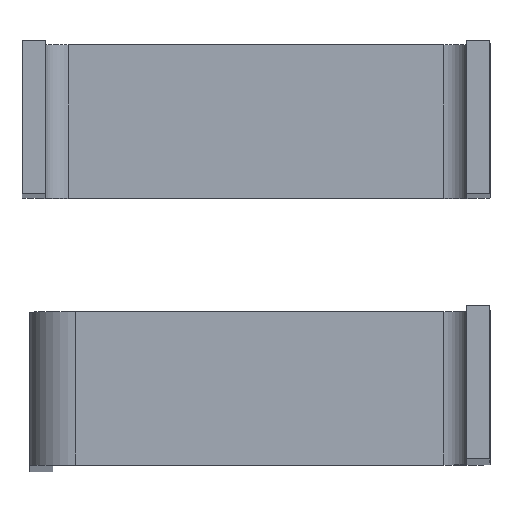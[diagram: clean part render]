
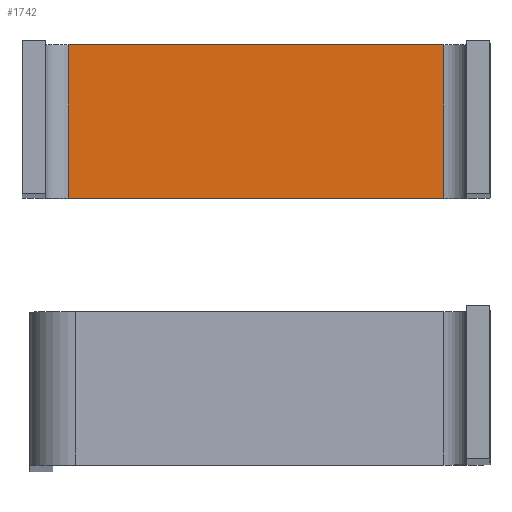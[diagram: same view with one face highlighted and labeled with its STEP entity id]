
A CAD part, left-side view. The second image highlights one B-rep face of the part: STEP entity #1742.
In plain terms, the highlighted face is planar.
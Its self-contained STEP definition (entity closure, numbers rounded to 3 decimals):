
#1054=DIRECTION('',(0.,1.,0.));
#1055=VECTOR('',#1054,49.);
#1056=CARTESIAN_POINT('',(22.,-24.5,-7.5));
#1057=LINE('',#1056,#1055);
#1289=DIRECTION('',(0.,0.,-1.));
#1290=VECTOR('',#1289,20.);
#1291=CARTESIAN_POINT('',(22.,-24.5,12.5));
#1292=LINE('',#1291,#1290);
#1303=DIRECTION('',(0.,1.,0.));
#1304=VECTOR('',#1303,49.);
#1305=CARTESIAN_POINT('',(22.,-24.5,12.5));
#1306=LINE('',#1305,#1304);
#1317=DIRECTION('',(0.,0.,1.));
#1318=VECTOR('',#1317,20.);
#1319=CARTESIAN_POINT('',(22.,24.5,-7.5));
#1320=LINE('',#1319,#1318);
#1419=CARTESIAN_POINT('',(22.,24.5,-7.5));
#1421=VERTEX_POINT('',#1419);
#1431=CARTESIAN_POINT('',(22.,24.5,12.5));
#1432=VERTEX_POINT('',#1431);
#1433=CARTESIAN_POINT('',(22.,-24.5,-7.5));
#1434=VERTEX_POINT('',#1433);
#1437=CARTESIAN_POINT('',(22.,-24.5,12.5));
#1438=VERTEX_POINT('',#1437);
#1729=CARTESIAN_POINT('',(22.,-24.5,-12.5));
#1730=DIRECTION('',(-1.,0.,0.));
#1731=DIRECTION('',(0.,-1.,0.));
#1732=AXIS2_PLACEMENT_3D('',#1729,#1730,#1731);
#1733=PLANE('',#1732);
#1734=ORIENTED_EDGE('',*,*,#1464,.T.);
#1736=ORIENTED_EDGE('',*,*,#1735,.T.);
#1738=ORIENTED_EDGE('',*,*,#1737,.F.);
#1739=ORIENTED_EDGE('',*,*,#1714,.T.);
#1740=EDGE_LOOP('',(#1734,#1736,#1738,#1739));
#1741=FACE_OUTER_BOUND('',#1740,.F.);
#1464=EDGE_CURVE('',#1434,#1421,#1057,.T.);
#1714=EDGE_CURVE('',#1438,#1434,#1292,.T.);
#1735=EDGE_CURVE('',#1421,#1432,#1320,.T.);
#1737=EDGE_CURVE('',#1438,#1432,#1306,.T.);
#1742=ADVANCED_FACE('',(#1741),#1733,.T.);
